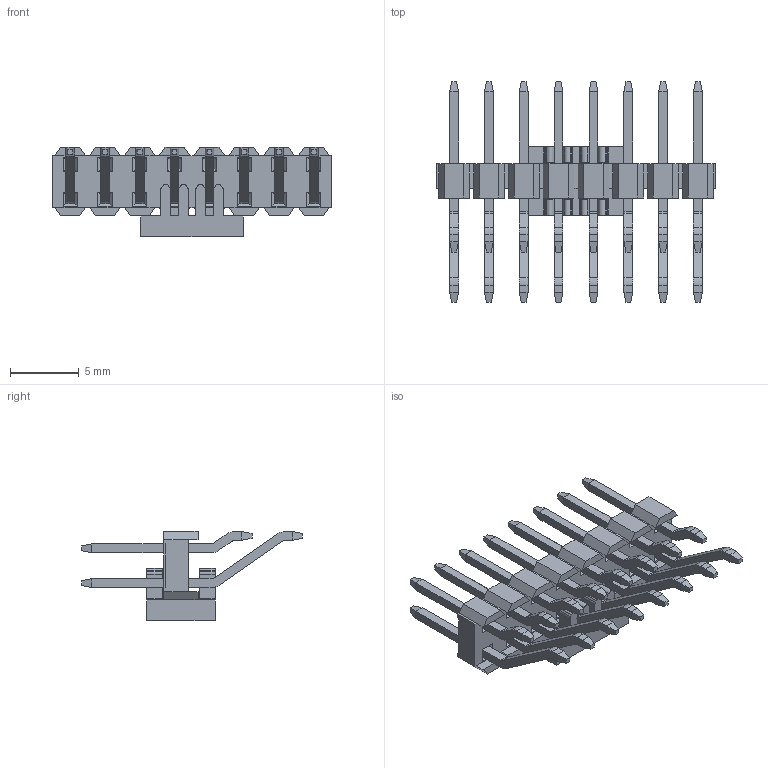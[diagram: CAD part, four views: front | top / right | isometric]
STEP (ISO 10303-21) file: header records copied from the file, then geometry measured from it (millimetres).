
FILE_DESCRIPTION( ('This file contains a STEP AP42 implementation' ,'as created by ZW3D STEP Interface translator.') ,'2;1' );
FILE_NAME( '1125-12XXXXZXXXXXXX(拸翐).stp' ,'23 329.161757', (''), ('ZWCAD Software Co.'), 'Version 1.0', 'ZW3D to STEP translator', '' );
FILE_SCHEMA(('AUTOMOTIVE_DESIGN { 1 0 10303 214 1 1 1 1 }'));
Length unit declared in the file: millimetre
Products named in the file (2): 0; 1125-1220XXZ131XXXX(拸翐)
Bounding box: 20.32 x 16.12 x 6.5 mm (x, y, z)
Volume: 333.8 mm3; surface area: 1192.9 mm2
Topology: 18 solids, 18 shells, 699 faces, 1744 edges, 1088 vertices
Faces by surface type: plane 607, cylinder 92
Entity records: 21016 total; most frequent: CARTESIAN_POINT 3532, ORIENTED_EDGE 3488, DIRECTION 3328, EDGE_CURVE 1744, VECTOR 1560, LINE 1560, VERTEX_POINT 1088, AXIS2_PLACEMENT_3D 884
